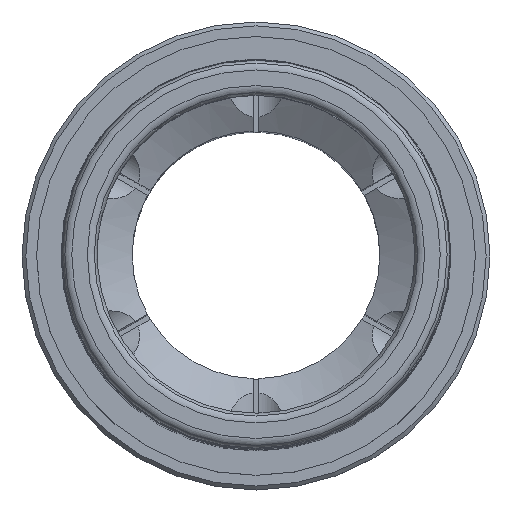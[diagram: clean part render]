
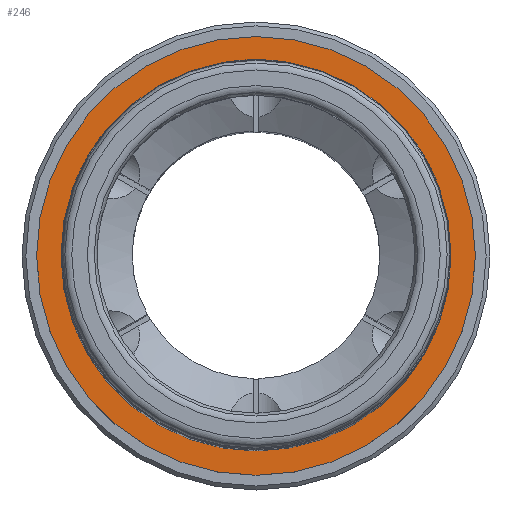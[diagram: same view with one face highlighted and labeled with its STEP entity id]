
A CAD part, top view. The second image highlights one B-rep face of the part: STEP entity #246.
In plain terms, the highlighted planar face has unit normal (0, 0, 1).
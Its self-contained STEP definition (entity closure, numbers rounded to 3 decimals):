
#246=ADVANCED_FACE('',(#326,#327),#301,.F.);
#301=PLANE('',#1075);
#326=FACE_BOUND('',#382,.T.);
#327=FACE_BOUND('',#383,.T.);
#382=EDGE_LOOP('',(#468));
#383=EDGE_LOOP('',(#469));
#468=ORIENTED_EDGE('',*,*,#852,.T.);
#469=ORIENTED_EDGE('',*,*,#853,.T.);
#748=VERTEX_POINT('',#1448);
#749=VERTEX_POINT('',#1450);
#852=EDGE_CURVE('',#748,#748,#992,.T.);
#853=EDGE_CURVE('',#749,#749,#993,.T.);
#992=CIRCLE('',#1073,11.25);
#993=CIRCLE('',#1074,10.);
#1073=AXIS2_PLACEMENT_3D('',#1447,#1187,#1188);
#1074=AXIS2_PLACEMENT_3D('',#1449,#1189,#1190);
#1075=AXIS2_PLACEMENT_3D('',#1451,#1191,#1192);
#1187=DIRECTION('',(0.,0.,1.));
#1188=DIRECTION('',(-1.,0.,0.));
#1189=DIRECTION('',(0.,0.,-1.));
#1190=DIRECTION('',(-1.,0.,0.));
#1191=DIRECTION('',(0.,0.,-1.));
#1192=DIRECTION('',(1.,0.,0.));
#1447=CARTESIAN_POINT('',(0.,0.,0.));
#1448=CARTESIAN_POINT('',(-11.25,0.,0.));
#1449=CARTESIAN_POINT('',(0.,0.,0.));
#1450=CARTESIAN_POINT('',(-10.,0.,0.));
#1451=CARTESIAN_POINT('',(0.,9.65,0.));
